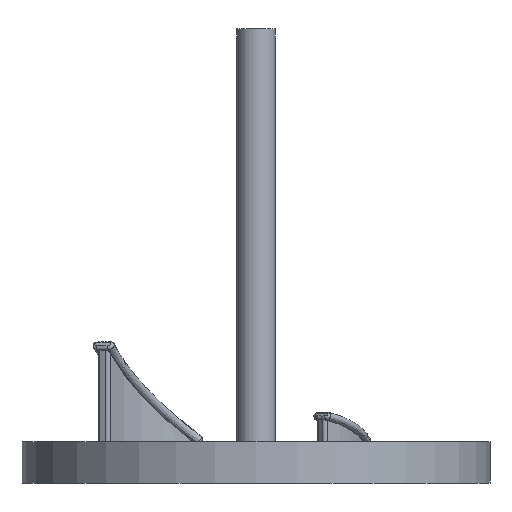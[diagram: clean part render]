
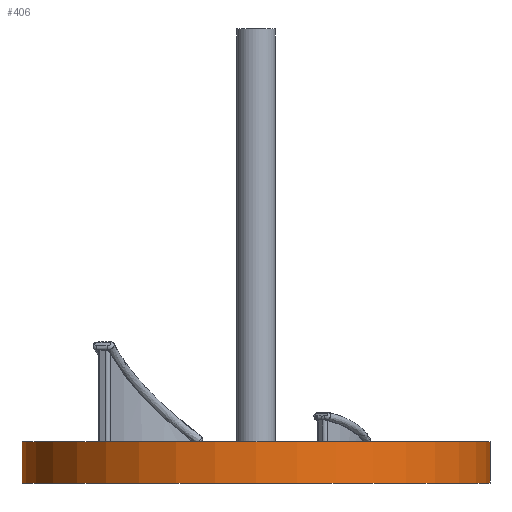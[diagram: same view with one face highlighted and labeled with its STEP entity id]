
A CAD part, front view. The second image highlights one B-rep face of the part: STEP entity #406.
In plain terms, the highlighted cylindrical face has radius 18 mm (diameter 36 mm), a partial arc.
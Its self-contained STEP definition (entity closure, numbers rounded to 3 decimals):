
#77 = DIRECTION ( 'NONE',  ( 0., 0., 1. ) ) ;
#85 = DIRECTION ( 'NONE',  ( 1., 0., 0. ) ) ;
#88 = CARTESIAN_POINT ( 'NONE',  ( 18., 0., -3.175 ) ) ;
#183 = CIRCLE ( 'NONE', #1858, 18. ) ;
#199 = EDGE_CURVE ( 'NONE', #1877, #998, #1198, .T. ) ;
#223 = CARTESIAN_POINT ( 'NONE',  ( 18., 0., -3.175 ) ) ;
#233 = DIRECTION ( 'NONE',  ( 1., 0., 0. ) ) ;
#315 = CARTESIAN_POINT ( 'NONE',  ( 0., 0., -3.175 ) ) ;
#327 = VERTEX_POINT ( 'NONE', #88 ) ;
#406 = ADVANCED_FACE ( 'NONE', ( #1829 ), #1462, .T. ) ;
#546 = EDGE_CURVE ( 'NONE', #1877, #327, #1403, .T. ) ;
#696 = DIRECTION ( 'NONE',  ( 0., 0., 1. ) ) ;
#770 = ORIENTED_EDGE ( 'NONE', *, *, #199, .F. ) ;
#998 = VERTEX_POINT ( 'NONE', #1043 ) ;
#1029 = CARTESIAN_POINT ( 'NONE',  ( 18., 0., 0. ) ) ;
#1043 = CARTESIAN_POINT ( 'NONE',  ( -18., 0., 0. ) ) ;
#1058 = CARTESIAN_POINT ( 'NONE',  ( 0., 0., 0. ) ) ;
#1136 = VERTEX_POINT ( 'NONE', #1029 ) ;
#1142 = EDGE_LOOP ( 'NONE', ( #770, #2041, #2348, #1475 ) ) ;
#1178 = AXIS2_PLACEMENT_3D ( 'NONE', #2299, #1939, #233 ) ;
#1185 = AXIS2_PLACEMENT_3D ( 'NONE', #315, #696, #1804 ) ;
#1198 = LINE ( 'NONE', #1749, #2035 ) ;
#1403 = CIRCLE ( 'NONE', #1178, 18. ) ;
#1462 = CYLINDRICAL_SURFACE ( 'NONE', #1185, 18. ) ;
#1475 = ORIENTED_EDGE ( 'NONE', *, *, #2103, .F. ) ;
#1610 = CARTESIAN_POINT ( 'NONE',  ( -18., 0., -3.175 ) ) ;
#1738 = EDGE_CURVE ( 'NONE', #327, #1136, #1895, .T. ) ;
#1749 = CARTESIAN_POINT ( 'NONE',  ( -18., 0., -3.175 ) ) ;
#1804 = DIRECTION ( 'NONE',  ( 1., 0., 0. ) ) ;
#1829 = FACE_OUTER_BOUND ( 'NONE', #1142, .T. ) ;
#1858 = AXIS2_PLACEMENT_3D ( 'NONE', #1058, #1947, #85 ) ;
#1877 = VERTEX_POINT ( 'NONE', #1610 ) ;
#1895 = LINE ( 'NONE', #223, #2296 ) ;
#1939 = DIRECTION ( 'NONE',  ( 0., 0., 1. ) ) ;
#1947 = DIRECTION ( 'NONE',  ( 0., 0., 1. ) ) ;
#2035 = VECTOR ( 'NONE', #2291, 1000. ) ;
#2041 = ORIENTED_EDGE ( 'NONE', *, *, #546, .T. ) ;
#2103 = EDGE_CURVE ( 'NONE', #998, #1136, #183, .T. ) ;
#2291 = DIRECTION ( 'NONE',  ( 0., 0., 1. ) ) ;
#2296 = VECTOR ( 'NONE', #77, 1000. ) ;
#2299 = CARTESIAN_POINT ( 'NONE',  ( 0., 0., -3.175 ) ) ;
#2348 = ORIENTED_EDGE ( 'NONE', *, *, #1738, .T. ) ;
